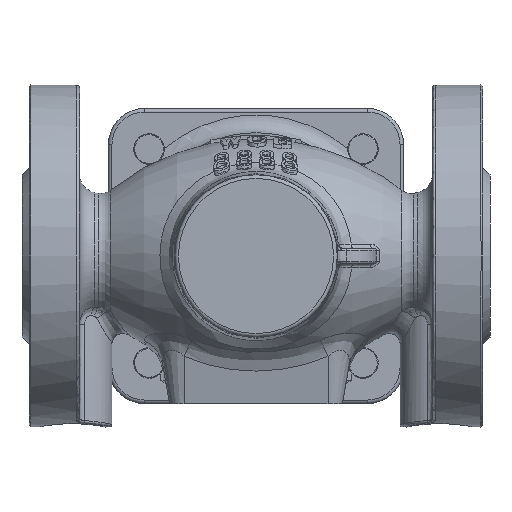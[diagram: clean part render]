
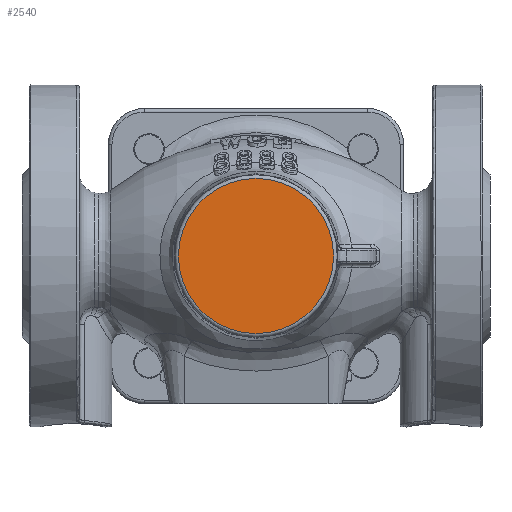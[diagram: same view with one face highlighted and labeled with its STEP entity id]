
A CAD part, front view. The second image highlights one B-rep face of the part: STEP entity #2540.
In plain terms, the highlighted planar face has unit normal (0, -1, 0).
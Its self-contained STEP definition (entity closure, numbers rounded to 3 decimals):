
#1711 = CARTESIAN_POINT ( 'NONE',  ( 0., -45., -21.551 ) ) ;
#2540 = ADVANCED_FACE ( 'NONE', ( #41383 ), #43867, .T. ) ;
#5689 = VERTEX_POINT ( 'NONE', #1711 ) ;
#6200 = DIRECTION ( 'NONE',  ( 0., -1., 0. ) ) ;
#6948 = AXIS2_PLACEMENT_3D ( 'NONE', #28952, #42513, #28058 ) ;
#9331 = CARTESIAN_POINT ( 'NONE',  ( 0., -45., 0. ) ) ;
#10941 = CIRCLE ( 'NONE', #37980, 21.551 ) ;
#15820 = EDGE_LOOP ( 'NONE', ( #27043 ) ) ;
#20184 = DIRECTION ( 'NONE',  ( 0., 0., -1. ) ) ;
#27043 = ORIENTED_EDGE ( 'NONE', *, *, #34970, .T. ) ;
#28058 = DIRECTION ( 'NONE',  ( 0., 0., -1. ) ) ;
#28952 = CARTESIAN_POINT ( 'NONE',  ( 0., -45., 0. ) ) ;
#34970 = EDGE_CURVE ( 'NONE', #5689, #5689, #10941, .T. ) ;
#37980 = AXIS2_PLACEMENT_3D ( 'NONE', #9331, #6200, #20184 ) ;
#41383 = FACE_OUTER_BOUND ( 'NONE', #15820, .T. ) ;
#42513 = DIRECTION ( 'NONE',  ( 0., -1., 0. ) ) ;
#43867 = PLANE ( 'NONE',  #6948 ) ;
